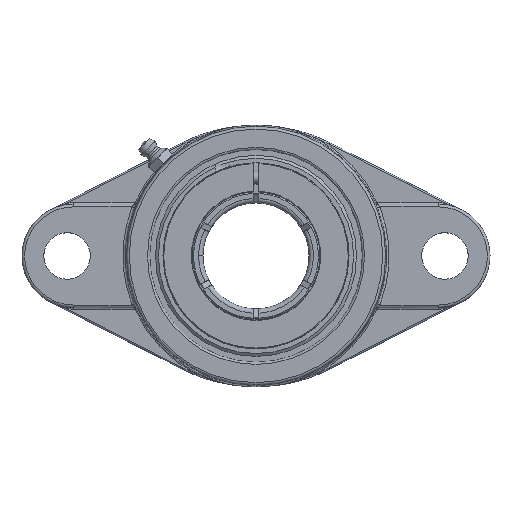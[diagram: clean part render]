
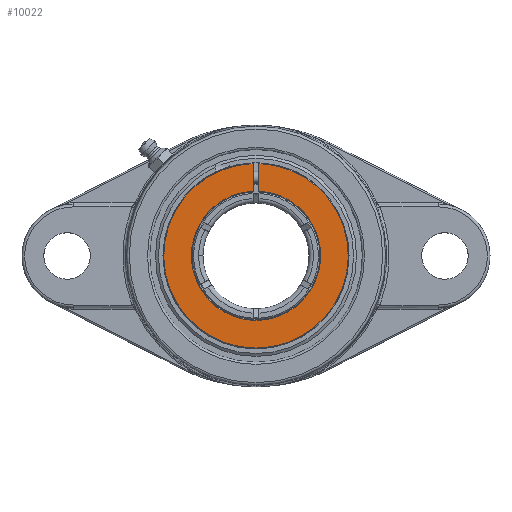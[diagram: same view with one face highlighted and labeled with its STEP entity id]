
A CAD part, top view. The second image highlights one B-rep face of the part: STEP entity #10022.
In plain terms, the highlighted planar face has unit normal (0, 0, 1).
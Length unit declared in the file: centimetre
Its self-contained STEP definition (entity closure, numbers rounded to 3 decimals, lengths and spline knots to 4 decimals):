
#9938=CARTESIAN_POINT('',(0.1,2.2228,1.1));
#9939=VERTEX_POINT('',#9938);
#9946=CARTESIAN_POINT('',(0.1,3.1734,1.1));
#9947=VERTEX_POINT('',#9946);
#9948=CARTESIAN_POINT('',(0.1,12346.2498,1.1));
#9949=DIRECTION('',(0.,-1.,0.));
#9950=VECTOR('',#9949,24690.);
#9951=LINE('',#9948,#9950);
#9952=EDGE_CURVE('',#9947,#9939,#9951,.T.);
#9969=CARTESIAN_POINT('',(-0.1,3.1734,1.1));
#9970=VERTEX_POINT('',#9969);
#9988=CARTESIAN_POINT('',(0.,0.,1.1));
#9989=DIRECTION('',(0.,-0.,-1.));
#9990=DIRECTION('',(0.,-1.,0.));
#9991=AXIS2_PLACEMENT_3D('',#9988,#9989,#9990);
#9992=CIRCLE('',#9991,3.175);
#9993=EDGE_CURVE('',#9947,#9970,#9992,.T.);
#9998=CARTESIAN_POINT('',(0.,0.,1.1));
#9999=DIRECTION('',(0.,0.,1.));
#10000=DIRECTION('',(1.,0.,0.));
#10001=AXIS2_PLACEMENT_3D('',#9998,#9999,#10000);
#10002=PLANE('',#10001);
#10003=ORIENTED_EDGE('',*,*,#9993,.F.);
#10004=ORIENTED_EDGE('',*,*,#9952,.T.);
#10005=CARTESIAN_POINT('',(-0.1,2.2228,1.1));
#10006=VERTEX_POINT('',#10005);
#10007=CARTESIAN_POINT('',(0.,0.,1.1));
#10008=DIRECTION('',(0.,0.,1.));
#10009=DIRECTION('',(-0.,-1.,0.));
#10010=AXIS2_PLACEMENT_3D('',#10007,#10008,#10009);
#10011=CIRCLE('',#10010,2.225);
#10012=EDGE_CURVE('',#10006,#9939,#10011,.T.);
#10013=ORIENTED_EDGE('',*,*,#10012,.F.);
#10014=CARTESIAN_POINT('',(-0.1,-12343.7502,1.1));
#10015=DIRECTION('',(-0.,1.,0.));
#10016=VECTOR('',#10015,24690.);
#10017=LINE('',#10014,#10016);
#10018=EDGE_CURVE('',#10006,#9970,#10017,.T.);
#10019=ORIENTED_EDGE('',*,*,#10018,.T.);
#10020=EDGE_LOOP('',(#10003,#10004,#10013,#10019));
#10021=FACE_BOUND('',#10020,.T.);
#10022=ADVANCED_FACE('',(#10021),#10002,.T.);
